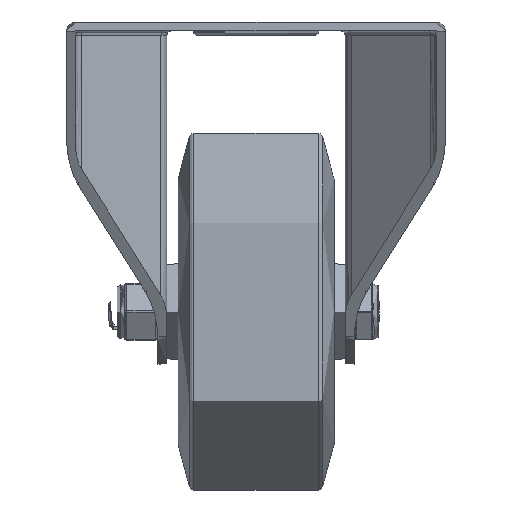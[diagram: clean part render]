
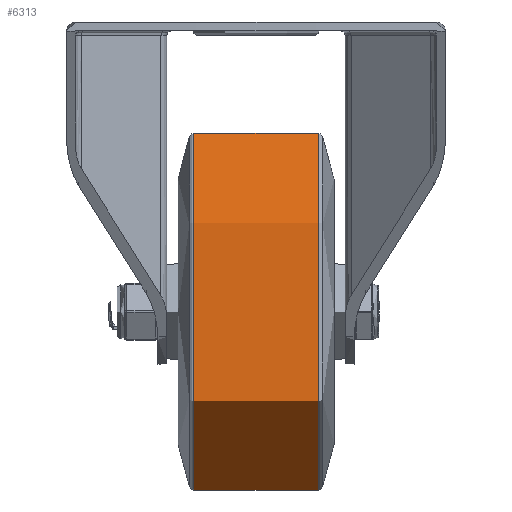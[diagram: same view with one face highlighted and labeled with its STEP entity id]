
A CAD part, left-side view. The second image highlights one B-rep face of the part: STEP entity #6313.
In plain terms, the highlighted cylindrical face has radius 40 mm (diameter 80 mm), a full revolution.
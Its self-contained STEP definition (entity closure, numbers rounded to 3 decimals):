
#746=LINE('',#10520,#1185);
#1185=VECTOR('',#8165,40.);
#1468=CYLINDRICAL_SURFACE('',#6934,40.);
#1725=FACE_OUTER_BOUND('',#2135,.T.);
#2135=EDGE_LOOP('',(#5031,#5032,#5033,#5034,#5035,#5036));
#2519=CIRCLE('',#6931,40.);
#2520=CIRCLE('',#6932,40.);
#2522=CIRCLE('',#6935,40.);
#2523=CIRCLE('',#6936,40.);
#2956=VERTEX_POINT('',#10512);
#2957=VERTEX_POINT('',#10514);
#2958=VERTEX_POINT('',#10519);
#2959=VERTEX_POINT('',#10521);
#3689=EDGE_CURVE('',#2956,#2957,#2519,.T.);
#3690=EDGE_CURVE('',#2957,#2956,#2520,.T.);
#3692=EDGE_CURVE('',#2957,#2958,#746,.T.);
#3693=EDGE_CURVE('',#2958,#2959,#2522,.T.);
#3694=EDGE_CURVE('',#2959,#2958,#2523,.T.);
#5031=ORIENTED_EDGE('',*,*,#3689,.F.);
#5032=ORIENTED_EDGE('',*,*,#3690,.F.);
#5033=ORIENTED_EDGE('',*,*,#3692,.T.);
#5034=ORIENTED_EDGE('',*,*,#3693,.T.);
#5035=ORIENTED_EDGE('',*,*,#3694,.T.);
#5036=ORIENTED_EDGE('',*,*,#3692,.F.);
#6313=ADVANCED_FACE('',(#1725),#1468,.T.);
#6931=AXIS2_PLACEMENT_3D('',#10515,#8157,#8158);
#6932=AXIS2_PLACEMENT_3D('',#10516,#8159,#8160);
#6934=AXIS2_PLACEMENT_3D('',#10518,#8163,#8164);
#6935=AXIS2_PLACEMENT_3D('',#10522,#8166,#8167);
#6936=AXIS2_PLACEMENT_3D('',#10523,#8168,#8169);
#8157=DIRECTION('center_axis',(0.,-1.,0.));
#8158=DIRECTION('ref_axis',(0.,0.,1.));
#8159=DIRECTION('center_axis',(0.,-1.,0.));
#8160=DIRECTION('ref_axis',(0.,0.,1.));
#8163=DIRECTION('center_axis',(0.,-1.,0.));
#8164=DIRECTION('ref_axis',(0.,0.,1.));
#8165=DIRECTION('',(0.,1.,0.));
#8166=DIRECTION('center_axis',(0.,-1.,0.));
#8167=DIRECTION('ref_axis',(0.,0.,1.));
#8168=DIRECTION('center_axis',(0.,-1.,0.));
#8169=DIRECTION('ref_axis',(0.,0.,1.));
#10512=CARTESIAN_POINT('',(0.,-13.983,40.));
#10514=CARTESIAN_POINT('',(0.,-13.983,-40.));
#10515=CARTESIAN_POINT('Origin',(0.,-13.983,0.));
#10516=CARTESIAN_POINT('Origin',(0.,-13.983,0.));
#10518=CARTESIAN_POINT('Origin',(0.,0.,0.));
#10519=CARTESIAN_POINT('',(0.,13.983,-40.));
#10520=CARTESIAN_POINT('',(0.,0.,-40.));
#10521=CARTESIAN_POINT('',(0.,13.983,40.));
#10522=CARTESIAN_POINT('Origin',(0.,13.983,0.));
#10523=CARTESIAN_POINT('Origin',(0.,13.983,0.));
